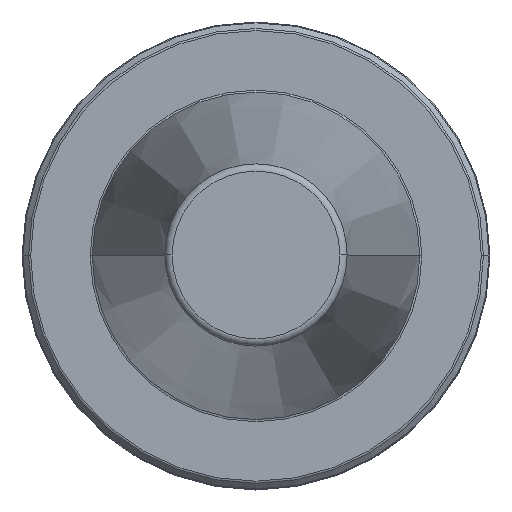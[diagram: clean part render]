
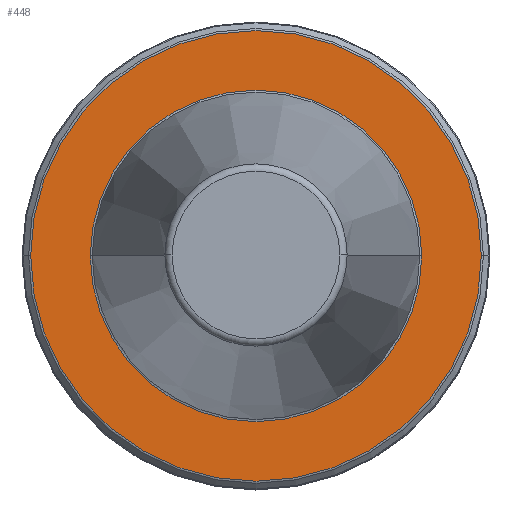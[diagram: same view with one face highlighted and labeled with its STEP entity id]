
A CAD part, top view. The second image highlights one B-rep face of the part: STEP entity #448.
In plain terms, the highlighted planar face has unit normal (0, 0, 1).
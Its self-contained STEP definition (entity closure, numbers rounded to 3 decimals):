
#8 = FACE_BOUND ( 'NONE', #607, .T. ) ;
#74 = DIRECTION ( 'NONE',  ( 0., 0., 1. ) ) ;
#100 = EDGE_CURVE ( 'NONE', #943, #478, #1043, .T. ) ;
#104 = CARTESIAN_POINT ( 'NONE',  ( 0., 0., -3.2 ) ) ;
#212 = DIRECTION ( 'NONE',  ( 0., 0., 1. ) ) ;
#213 = DIRECTION ( 'NONE',  ( 0., 0., 1. ) ) ;
#299 = EDGE_CURVE ( 'NONE', #603, #1243, #661, .T. ) ;
#316 = AXIS2_PLACEMENT_3D ( 'NONE', #580, #74, #757 ) ;
#331 = DIRECTION ( 'NONE',  ( 0., 0., 1. ) ) ;
#339 = DIRECTION ( 'NONE',  ( 0., 0., 1. ) ) ;
#342 = CARTESIAN_POINT ( 'NONE',  ( 0., 0., -3.2 ) ) ;
#375 = ORIENTED_EDGE ( 'NONE', *, *, #100, .T. ) ;
#378 = AXIS2_PLACEMENT_3D ( 'NONE', #801, #212, #895 ) ;
#381 = CIRCLE ( 'NONE', #761, 22.5 ) ;
#416 = CARTESIAN_POINT ( 'NONE',  ( 30.584, 0., -3.2 ) ) ;
#418 = CARTESIAN_POINT ( 'NONE',  ( 0., 0., -3.2 ) ) ;
#448 = ADVANCED_FACE ( 'NONE', ( #767, #8 ), #695, .T. ) ;
#478 = VERTEX_POINT ( 'NONE', #796 ) ;
#580 = CARTESIAN_POINT ( 'NONE',  ( 0., 0., -3.2 ) ) ;
#603 = VERTEX_POINT ( 'NONE', #652 ) ;
#607 = EDGE_LOOP ( 'NONE', ( #619, #659 ) ) ;
#616 = DIRECTION ( 'NONE',  ( 1., 0., 0. ) ) ;
#619 = ORIENTED_EDGE ( 'NONE', *, *, #698, .F. ) ;
#624 = DIRECTION ( 'NONE',  ( 1., 0., 0. ) ) ;
#652 = CARTESIAN_POINT ( 'NONE',  ( -22.5, 0., -3.2 ) ) ;
#659 = ORIENTED_EDGE ( 'NONE', *, *, #299, .F. ) ;
#661 = CIRCLE ( 'NONE', #879, 22.5 ) ;
#695 = PLANE ( 'NONE',  #1192 ) ;
#698 = EDGE_CURVE ( 'NONE', #1243, #603, #381, .T. ) ;
#757 = DIRECTION ( 'NONE',  ( 1., 0., 0. ) ) ;
#761 = AXIS2_PLACEMENT_3D ( 'NONE', #342, #339, #624 ) ;
#767 = FACE_OUTER_BOUND ( 'NONE', #1081, .T. ) ;
#796 = CARTESIAN_POINT ( 'NONE',  ( -30.584, 0., -3.2 ) ) ;
#801 = CARTESIAN_POINT ( 'NONE',  ( 0., 0., -3.2 ) ) ;
#879 = AXIS2_PLACEMENT_3D ( 'NONE', #418, #213, #616 ) ;
#895 = DIRECTION ( 'NONE',  ( 1., 0., 0. ) ) ;
#941 = EDGE_CURVE ( 'NONE', #478, #943, #1117, .T. ) ;
#943 = VERTEX_POINT ( 'NONE', #416 ) ;
#992 = DIRECTION ( 'NONE',  ( 1., 0., 0. ) ) ;
#1027 = CARTESIAN_POINT ( 'NONE',  ( 22.5, 0., -3.2 ) ) ;
#1043 = CIRCLE ( 'NONE', #316, 30.584 ) ;
#1077 = ORIENTED_EDGE ( 'NONE', *, *, #941, .T. ) ;
#1081 = EDGE_LOOP ( 'NONE', ( #375, #1077 ) ) ;
#1117 = CIRCLE ( 'NONE', #378, 30.584 ) ;
#1192 = AXIS2_PLACEMENT_3D ( 'NONE', #104, #331, #992 ) ;
#1243 = VERTEX_POINT ( 'NONE', #1027 ) ;
